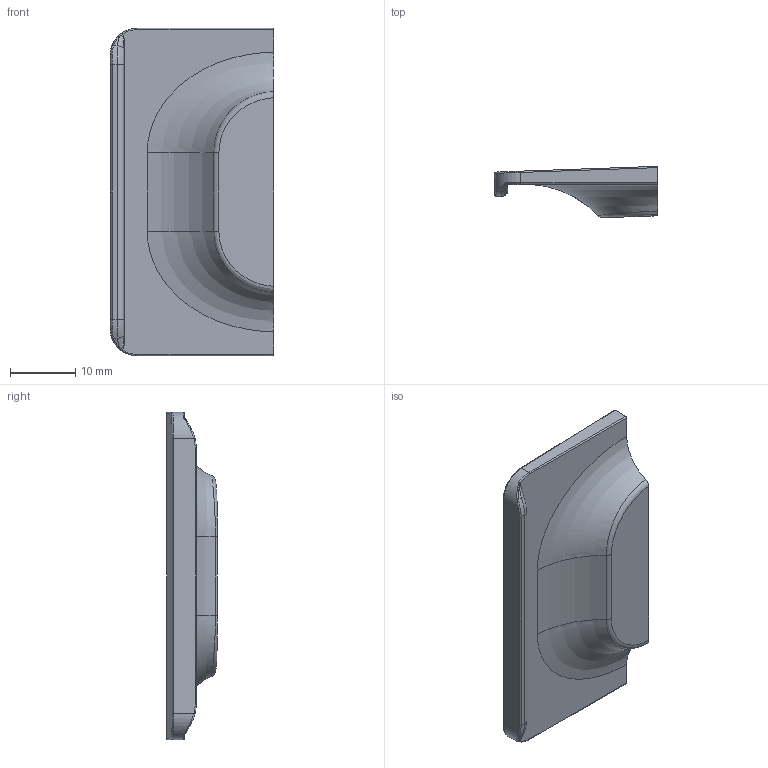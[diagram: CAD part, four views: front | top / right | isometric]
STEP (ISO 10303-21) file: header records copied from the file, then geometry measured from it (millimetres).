
FILE_DESCRIPTION(('Creo Elements/Direct Modeling STEP Export'),'2;1');
FILE_NAME('2298-50.stp','2024-06-24T 8:37:57',(''),(''),'Creo Elements/Direct Modeling STEP processor for AP214 (Solid Model)','Creo Elements/Direct Modeling 20.0 12-Nov-2016 (C) Parametric Technology GmbH','');
FILE_SCHEMA(('AUTOMOTIVE_DESIGN { 1 0 10303 214 1 1 1 1 }'));
Products named in the file (2): ZN-9474
Assembly tree (1 placements, depth 2):
  ZN-9474
    ZN-9474
Bounding box: 24.99 x 7.79 x 50 mm (x, y, z)
Volume: 4163.9 mm3; surface area: 3664 mm2
Topology: 1 solids, 1 shells, 89 faces, 209 edges, 123 vertices
Faces by surface type: bspline 35, cylinder 27, plane 17, cone 8, torus 2
Entity records: 60354 total; most frequent: CARTESIAN_POINT 58680, ORIENTED_EDGE 410, DIRECTION 228, EDGE_CURVE 205, VERTEX_POINT 123, EDGE_LOOP 94, FACE_OUTER_BOUND 89, ADVANCED_FACE 89
